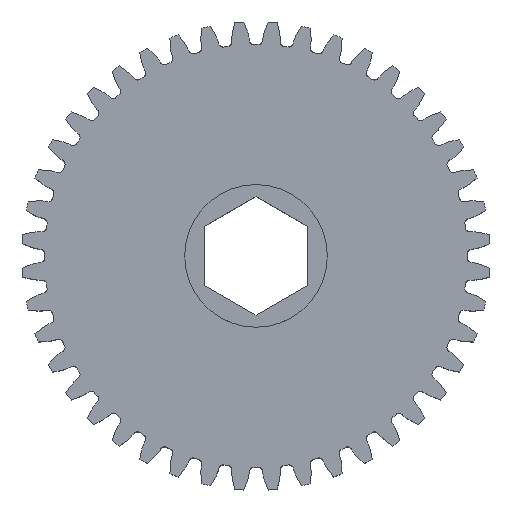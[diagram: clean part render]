
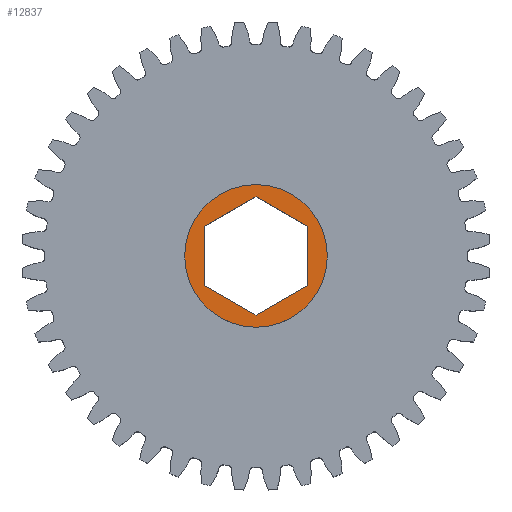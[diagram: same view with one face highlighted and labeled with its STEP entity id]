
A CAD part, top view. The second image highlights one B-rep face of the part: STEP entity #12837.
In plain terms, the highlighted planar face has unit normal (0, 0, 1).
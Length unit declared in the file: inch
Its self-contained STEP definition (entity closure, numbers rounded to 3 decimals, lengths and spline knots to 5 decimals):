
#867 = EDGE_CURVE ( 'NONE', #3103, #3102, #1712, .T. ) ;
#868 = EDGE_CURVE ( 'NONE', #3004, #2967, #1716, .T. ) ;
#869 = EDGE_CURVE ( 'NONE', #2967, #3105, #1710, .T. ) ;
#870 = EDGE_CURVE ( 'NONE', #3105, #3099, #1703, .T. ) ;
#871 = EDGE_CURVE ( 'NONE', #3099, #2992, #1699, .T. ) ;
#872 = EDGE_CURVE ( 'NONE', #2992, #3061, #1695, .T. ) ;
#873 = EDGE_CURVE ( 'NONE', #3061, #3004, #1690, .T. ) ;
#1498 = FACE_OUTER_BOUND ( 'NONE', #11893, .T. ) ;
#1516 = FACE_BOUND ( 'NONE', #11867, .T. ) ;
#1655 = CIRCLE ( 'NONE', #2782, 0.35 ) ;
#1685 = VECTOR ( 'NONE', #15934, 39.37008 ) ;
#1688 = VECTOR ( 'NONE', #15929, 39.37008 ) ;
#1690 = LINE ( 'NONE', #15931, #1685 ) ;
#1693 = VECTOR ( 'NONE', #15924, 39.37008 ) ;
#1695 = LINE ( 'NONE', #15926, #1688 ) ;
#1697 = VECTOR ( 'NONE', #15919, 39.37008 ) ;
#1699 = LINE ( 'NONE', #15921, #1693 ) ;
#1701 = VECTOR ( 'NONE', #15912, 39.37008 ) ;
#1703 = LINE ( 'NONE', #15916, #1697 ) ;
#1706 = VECTOR ( 'NONE', #15892, 39.37008 ) ;
#1710 = LINE ( 'NONE', #15901, #1701 ) ;
#1712 = CIRCLE ( 'NONE', #2785, 0.35 ) ;
#1716 = LINE ( 'NONE', #15903, #1706 ) ;
#2485 = CARTESIAN_POINT ( 'NONE',  ( 0., 0., 0.249 ) ) ;
#2488 = PLANE ( 'NONE',  #2772 ) ;
#2490 = DIRECTION ( 'NONE',  ( 0., 0., 1. ) ) ;
#2491 = DIRECTION ( 'NONE',  ( 1., 0., 0. ) ) ;
#2772 = AXIS2_PLACEMENT_3D ( 'NONE', #2485, #2490, #2491 ) ;
#2782 = AXIS2_PLACEMENT_3D ( 'NONE', #15992, #15994, #15996 ) ;
#2785 = AXIS2_PLACEMENT_3D ( 'NONE', #15905, #15907, #15909 ) ;
#2792 = EDGE_CURVE ( 'NONE', #3102, #3103, #1655, .T. ) ;
#2967 = VERTEX_POINT ( 'NONE', #16178 ) ;
#2992 = VERTEX_POINT ( 'NONE', #16138 ) ;
#3004 = VERTEX_POINT ( 'NONE', #16221 ) ;
#3061 = VERTEX_POINT ( 'NONE', #16292 ) ;
#3099 = VERTEX_POINT ( 'NONE', #16343 ) ;
#3102 = VERTEX_POINT ( 'NONE', #16347 ) ;
#3103 = VERTEX_POINT ( 'NONE', #16349 ) ;
#3105 = VERTEX_POINT ( 'NONE', #16352 ) ;
#11867 = EDGE_LOOP ( 'NONE', ( #11933, #11932, #11931, #11930, #11929, #11928 ) ) ;
#11893 = EDGE_LOOP ( 'NONE', ( #11927, #11926 ) ) ;
#11926 = ORIENTED_EDGE ( 'NONE', *, *, #2792, .T. ) ;
#11927 = ORIENTED_EDGE ( 'NONE', *, *, #867, .T. ) ;
#11928 = ORIENTED_EDGE ( 'NONE', *, *, #873, .T. ) ;
#11929 = ORIENTED_EDGE ( 'NONE', *, *, #872, .T. ) ;
#11930 = ORIENTED_EDGE ( 'NONE', *, *, #871, .T. ) ;
#11931 = ORIENTED_EDGE ( 'NONE', *, *, #870, .T. ) ;
#11932 = ORIENTED_EDGE ( 'NONE', *, *, #869, .T. ) ;
#11933 = ORIENTED_EDGE ( 'NONE', *, *, #868, .T. ) ;
#12837 = ADVANCED_FACE ( 'NONE', ( #1516, #1498 ), #2488, .T. ) ;
#15892 = DIRECTION ( 'NONE',  ( 0., 1., 0. ) ) ;
#15901 = CARTESIAN_POINT ( 'NONE',  ( -0.2515, 0.1452, 0.249 ) ) ;
#15903 = CARTESIAN_POINT ( 'NONE',  ( -0.2515, -0.1452, 0.249 ) ) ;
#15905 = CARTESIAN_POINT ( 'NONE',  ( 0., 0., 0.249 ) ) ;
#15907 = DIRECTION ( 'NONE',  ( 0., 0., 1. ) ) ;
#15909 = DIRECTION ( 'NONE',  ( 1., 0., 0. ) ) ;
#15912 = DIRECTION ( 'NONE',  ( 0.866, 0.5, 0. ) ) ;
#15916 = CARTESIAN_POINT ( 'NONE',  ( 0., 0.29041, 0.249 ) ) ;
#15919 = DIRECTION ( 'NONE',  ( 0.866, -0.5, 0. ) ) ;
#15921 = CARTESIAN_POINT ( 'NONE',  ( 0.2515, 0.1452, 0.249 ) ) ;
#15924 = DIRECTION ( 'NONE',  ( 0., -1., 0. ) ) ;
#15926 = CARTESIAN_POINT ( 'NONE',  ( 0.2515, -0.1452, 0.249 ) ) ;
#15929 = DIRECTION ( 'NONE',  ( -0.866, -0.5, 0. ) ) ;
#15931 = CARTESIAN_POINT ( 'NONE',  ( 0., -0.29041, 0.249 ) ) ;
#15934 = DIRECTION ( 'NONE',  ( -0.866, 0.5, 0. ) ) ;
#15992 = CARTESIAN_POINT ( 'NONE',  ( 0., 0., 0.249 ) ) ;
#15994 = DIRECTION ( 'NONE',  ( 0., 0., 1. ) ) ;
#15996 = DIRECTION ( 'NONE',  ( 1., 0., 0. ) ) ;
#16138 = CARTESIAN_POINT ( 'NONE',  ( 0.2515, -0.1452, 0.249 ) ) ;
#16178 = CARTESIAN_POINT ( 'NONE',  ( -0.2515, 0.1452, 0.249 ) ) ;
#16221 = CARTESIAN_POINT ( 'NONE',  ( -0.2515, -0.1452, 0.249 ) ) ;
#16292 = CARTESIAN_POINT ( 'NONE',  ( 0., -0.29041, 0.249 ) ) ;
#16343 = CARTESIAN_POINT ( 'NONE',  ( 0.2515, 0.1452, 0.249 ) ) ;
#16347 = CARTESIAN_POINT ( 'NONE',  ( 0.35, 0., 0.249 ) ) ;
#16349 = CARTESIAN_POINT ( 'NONE',  ( -0.35, 0., 0.249 ) ) ;
#16352 = CARTESIAN_POINT ( 'NONE',  ( 0., 0.29041, 0.249 ) ) ;
